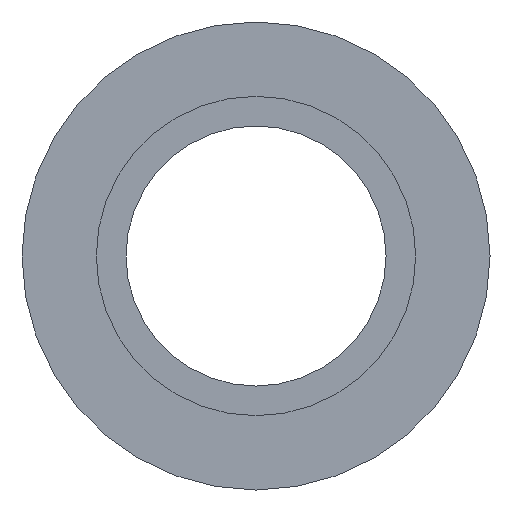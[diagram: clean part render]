
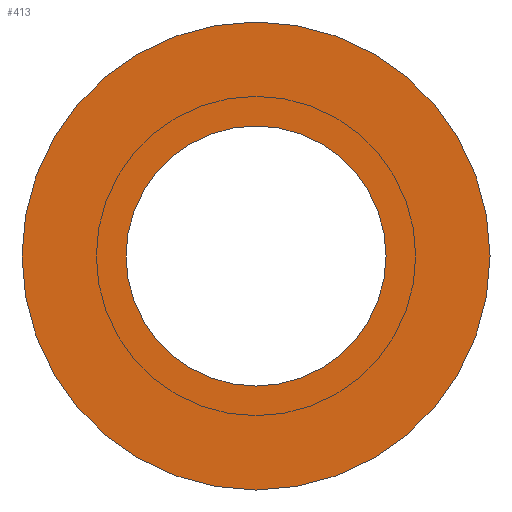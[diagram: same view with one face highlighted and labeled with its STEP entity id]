
A CAD part, front view. The second image highlights one B-rep face of the part: STEP entity #413.
In plain terms, the highlighted planar face has unit normal (0, -1, 0).
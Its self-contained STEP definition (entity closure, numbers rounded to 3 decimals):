
#20=FACE_BOUND('',#97,.T.);
#44=CIRCLE('',#471,8.75);
#46=CIRCLE('',#474,15.75);
#70=FACE_OUTER_BOUND('',#96,.T.);
#96=EDGE_LOOP('',(#373));
#97=EDGE_LOOP('',(#374));
#200=VERTEX_POINT('',#715);
#202=VERTEX_POINT('',#721);
#255=EDGE_CURVE('',#200,#200,#44,.T.);
#258=EDGE_CURVE('',#202,#202,#46,.T.);
#373=ORIENTED_EDGE('',*,*,#258,.T.);
#374=ORIENTED_EDGE('',*,*,#255,.T.);
#390=PLANE('',#477);
#413=ADVANCED_FACE('',(#70,#20),#390,.F.);
#471=AXIS2_PLACEMENT_3D('',#716,#593,#594);
#474=AXIS2_PLACEMENT_3D('',#722,#600,#601);
#477=AXIS2_PLACEMENT_3D('',#727,#607,#608);
#593=DIRECTION('center_axis',(0.,1.,0.));
#594=DIRECTION('ref_axis',(1.,0.,0.));
#600=DIRECTION('center_axis',(0.,-1.,0.));
#601=DIRECTION('ref_axis',(1.,0.,0.));
#607=DIRECTION('center_axis',(0.,1.,0.));
#608=DIRECTION('ref_axis',(1.,0.,0.));
#715=CARTESIAN_POINT('',(-8.75,-0.001,0.));
#716=CARTESIAN_POINT('Origin',(0.,-0.001,0.));
#721=CARTESIAN_POINT('',(-15.75,-0.001,0.));
#722=CARTESIAN_POINT('Origin',(0.,-0.001,0.));
#727=CARTESIAN_POINT('Origin',(0.,-0.001,0.));
